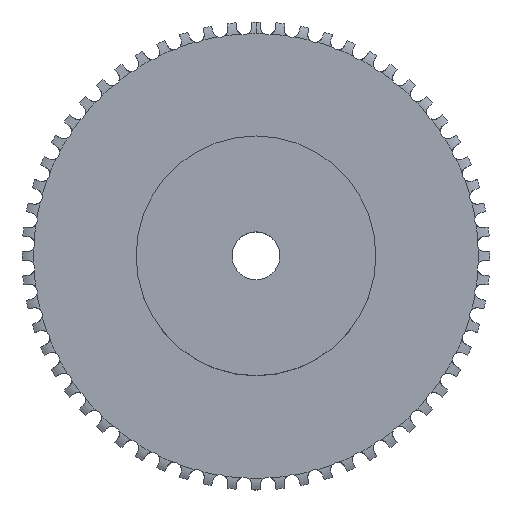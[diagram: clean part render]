
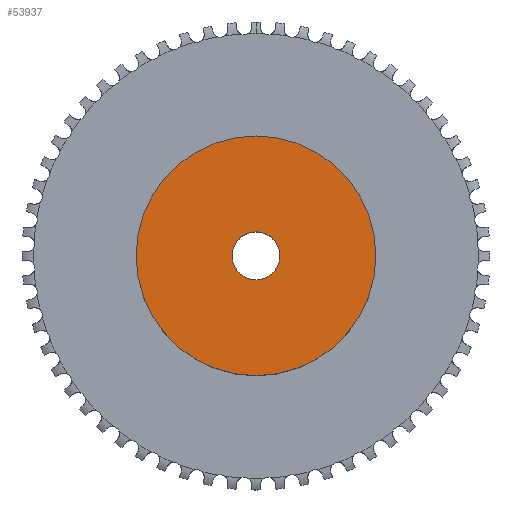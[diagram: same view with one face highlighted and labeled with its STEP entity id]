
A CAD part, top view. The second image highlights one B-rep face of the part: STEP entity #53937.
In plain terms, the highlighted planar face has unit normal (0, 0, 1).
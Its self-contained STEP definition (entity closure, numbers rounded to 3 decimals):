
#15073 = CYLINDRICAL_SURFACE('',#15074,40.);
#15074 = AXIS2_PLACEMENT_3D('',#15075,#15076,#15077);
#15075 = CARTESIAN_POINT('',(0.,0.,0.));
#15076 = DIRECTION('',(-0.,-0.,-1.));
#15077 = DIRECTION('',(1.,0.,0.));
#43378 = CYLINDRICAL_SURFACE('',#43379,8.);
#43379 = AXIS2_PLACEMENT_3D('',#43380,#43381,#43382);
#43380 = CARTESIAN_POINT('',(0.,0.,225.736));
#43381 = DIRECTION('',(0.,0.,1.));
#43382 = DIRECTION('',(1.,0.,-0.));
#50239 = VERTEX_POINT('',#50240);
#50240 = CARTESIAN_POINT('',(40.,0.,34.));
#50261 = EDGE_CURVE('',#50239,#50239,#50262,.T.);
#50262 = SURFACE_CURVE('',#50263,(#50268,#50275),.PCURVE_S1.);
#50263 = CIRCLE('',#50264,40.);
#50264 = AXIS2_PLACEMENT_3D('',#50265,#50266,#50267);
#50265 = CARTESIAN_POINT('',(0.,0.,34.));
#50266 = DIRECTION('',(0.,0.,1.));
#50267 = DIRECTION('',(1.,0.,0.));
#50268 = PCURVE('',#15073,#50269);
#50269 = DEFINITIONAL_REPRESENTATION('',(#50270),#50274);
#50270 = LINE('',#50271,#50272);
#50271 = CARTESIAN_POINT('',(-0.,-34.));
#50272 = VECTOR('',#50273,1.);
#50273 = DIRECTION('',(-1.,0.));
#50274 = ( GEOMETRIC_REPRESENTATION_CONTEXT(2) 
PARAMETRIC_REPRESENTATION_CONTEXT() REPRESENTATION_CONTEXT('2D SPACE',''
  ) );
#50275 = PCURVE('',#50276,#50281);
#50276 = PLANE('',#50277);
#50277 = AXIS2_PLACEMENT_3D('',#50278,#50279,#50280);
#50278 = CARTESIAN_POINT('',(0.,0.,34.));
#50279 = DIRECTION('',(-0.,0.,1.));
#50280 = DIRECTION('',(0.,-1.,0.));
#50281 = DEFINITIONAL_REPRESENTATION('',(#50282),#50286);
#50282 = CIRCLE('',#50283,40.);
#50283 = AXIS2_PLACEMENT_2D('',#50284,#50285);
#50284 = CARTESIAN_POINT('',(0.,0.));
#50285 = DIRECTION('',(0.,1.));
#50286 = ( GEOMETRIC_REPRESENTATION_CONTEXT(2) 
PARAMETRIC_REPRESENTATION_CONTEXT() REPRESENTATION_CONTEXT('2D SPACE',''
  ) );
#53891 = EDGE_CURVE('',#53892,#53892,#53894,.T.);
#53892 = VERTEX_POINT('',#53893);
#53893 = CARTESIAN_POINT('',(8.,0.,34.));
#53894 = SURFACE_CURVE('',#53895,(#53900,#53907),.PCURVE_S1.);
#53895 = CIRCLE('',#53896,8.);
#53896 = AXIS2_PLACEMENT_3D('',#53897,#53898,#53899);
#53897 = CARTESIAN_POINT('',(0.,0.,34.));
#53898 = DIRECTION('',(0.,0.,1.));
#53899 = DIRECTION('',(1.,0.,-0.));
#53900 = PCURVE('',#43378,#53901);
#53901 = DEFINITIONAL_REPRESENTATION('',(#53902),#53906);
#53902 = LINE('',#53903,#53904);
#53903 = CARTESIAN_POINT('',(0.,-191.736));
#53904 = VECTOR('',#53905,1.);
#53905 = DIRECTION('',(1.,0.));
#53906 = ( GEOMETRIC_REPRESENTATION_CONTEXT(2) 
PARAMETRIC_REPRESENTATION_CONTEXT() REPRESENTATION_CONTEXT('2D SPACE',''
  ) );
#53907 = PCURVE('',#50276,#53908);
#53908 = DEFINITIONAL_REPRESENTATION('',(#53909),#53913);
#53909 = CIRCLE('',#53910,8.);
#53910 = AXIS2_PLACEMENT_2D('',#53911,#53912);
#53911 = CARTESIAN_POINT('',(0.,0.));
#53912 = DIRECTION('',(0.,1.));
#53913 = ( GEOMETRIC_REPRESENTATION_CONTEXT(2) 
PARAMETRIC_REPRESENTATION_CONTEXT() REPRESENTATION_CONTEXT('2D SPACE',''
  ) );
#53937 = ADVANCED_FACE('',(#53938,#53941),#50276,.T.);
#53938 = FACE_BOUND('',#53939,.T.);
#53939 = EDGE_LOOP('',(#53940));
#53940 = ORIENTED_EDGE('',*,*,#50261,.T.);
#53941 = FACE_BOUND('',#53942,.T.);
#53942 = EDGE_LOOP('',(#53943));
#53943 = ORIENTED_EDGE('',*,*,#53891,.F.);
